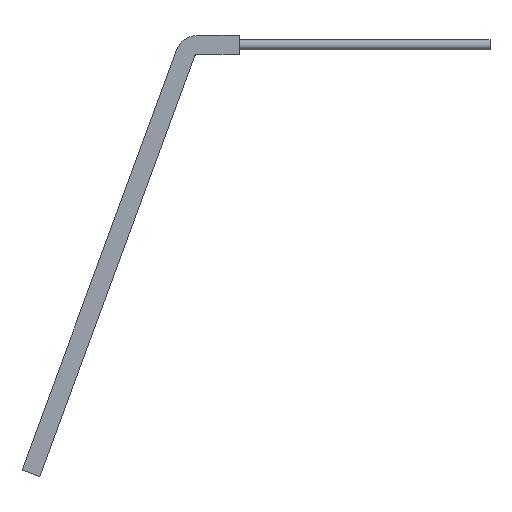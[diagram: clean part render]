
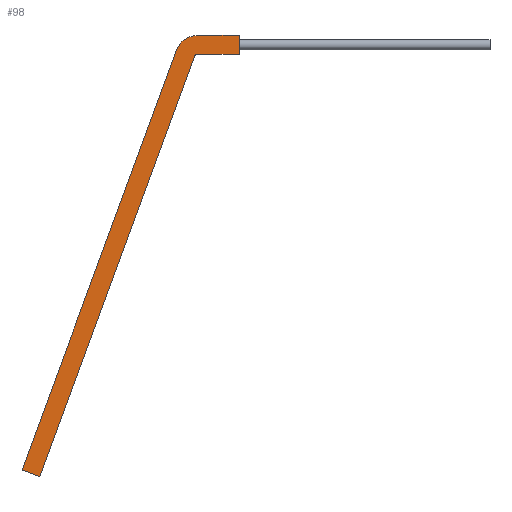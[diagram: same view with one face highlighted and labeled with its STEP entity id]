
A CAD part, front view. The second image highlights one B-rep face of the part: STEP entity #98.
In plain terms, the highlighted planar face has unit normal (0, -1, 0).
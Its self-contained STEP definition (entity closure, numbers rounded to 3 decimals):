
#98=ADVANCED_FACE('',(#248),#250,.F.);
#248=FACE_BOUND('',#249,.T.);
#249=EDGE_LOOP('',(#366,#367,#368,#369,#370,#371,#372,#373));
#250=PLANE('',#251);
#251=AXIS2_PLACEMENT_3D('',#252,#253,#254);
#252=CARTESIAN_POINT('',(0.,-342.,7.5));
#253=DIRECTION('',(0.,1.,0.));
#254=DIRECTION('',(0.,0.,-1.));
#366=ORIENTED_EDGE('',*,*,#437,.T.);
#367=ORIENTED_EDGE('',*,*,#438,.T.);
#368=ORIENTED_EDGE('',*,*,#439,.F.);
#369=ORIENTED_EDGE('',*,*,#440,.F.);
#370=ORIENTED_EDGE('',*,*,#426,.F.);
#371=ORIENTED_EDGE('',*,*,#425,.F.);
#372=ORIENTED_EDGE('',*,*,#436,.T.);
#373=ORIENTED_EDGE('',*,*,#441,.T.);
#425=EDGE_CURVE('',#499,#494,#501,.T.);
#426=EDGE_CURVE('',#494,#502,#503,.T.);
#436=EDGE_CURVE('',#499,#518,#520,.T.);
#437=EDGE_CURVE('',#521,#522,#523,.T.);
#438=EDGE_CURVE('',#522,#524,#525,.T.);
#439=EDGE_CURVE('',#526,#524,#527,.T.);
#440=EDGE_CURVE('',#502,#526,#528,.T.);
#441=EDGE_CURVE('',#518,#521,#529,.T.);
#494=VERTEX_POINT('',#646);
#499=VERTEX_POINT('',#655);
#501=LINE('',#659,#660);
#502=VERTEX_POINT('',#662);
#503=LINE('',#663,#664);
#518=VERTEX_POINT('',#698);
#520=LINE('',#702,#703);
#521=VERTEX_POINT('',#705);
#522=VERTEX_POINT('',#706);
#523=LINE('',#707,#708);
#524=VERTEX_POINT('',#710);
#525=LINE('',#711,#712);
#526=VERTEX_POINT('',#714);
#527=LINE('',#715,#716);
#528=CIRCLE('',#718,2.5);
#529=CIRCLE('',#722,17.5);
#646=CARTESIAN_POINT('',(0.,-342.,-7.5));
#655=CARTESIAN_POINT('',(0.,-342.,7.5));
#659=CARTESIAN_POINT('',(0.,-342.,7.5));
#660=VECTOR('',#661,1.);
#661=DIRECTION('',(0.,0.,-1.));
#662=CARTESIAN_POINT('',(-33.026,-342.,-7.5));
#663=CARTESIAN_POINT('',(0.,-342.,-7.5));
#664=VECTOR('',#665,1.);
#665=DIRECTION('',(-1.,0.,0.));
#698=CARTESIAN_POINT('',(-33.026,-342.,7.5));
#702=CARTESIAN_POINT('',(0.,-342.,7.5));
#703=VECTOR('',#704,1.);
#704=DIRECTION('',(-1.,0.,0.));
#705=CARTESIAN_POINT('',(-49.448,-342.,-3.953));
#706=CARTESIAN_POINT('',(-171.666,-342.,-335.854));
#707=CARTESIAN_POINT('',(-49.448,-342.,-3.953));
#708=VECTOR('',#709,1.);
#709=DIRECTION('',(-0.346,0.,-0.938));
#710=CARTESIAN_POINT('',(-157.59,-342.,-341.037));
#711=CARTESIAN_POINT('',(-171.666,-342.,-335.854));
#712=VECTOR('',#713,1.);
#713=DIRECTION('',(0.938,0.,-0.346));
#714=CARTESIAN_POINT('',(-35.372,-342.,-9.136));
#715=CARTESIAN_POINT('',(-35.372,-342.,-9.136));
#716=VECTOR('',#717,1.);
#717=DIRECTION('',(-0.346,0.,-0.938));
#718=AXIS2_PLACEMENT_3D('',#719,#720,#721);
#719=CARTESIAN_POINT('',(-33.026,-342.,-10.));
#720=DIRECTION('',(0.,-1.,0.));
#721=DIRECTION('',(0.,0.,1.));
#722=AXIS2_PLACEMENT_3D('',#723,#724,#725);
#723=CARTESIAN_POINT('',(-33.026,-342.,-10.));
#724=DIRECTION('',(0.,-1.,0.));
#725=DIRECTION('',(0.,0.,1.));
